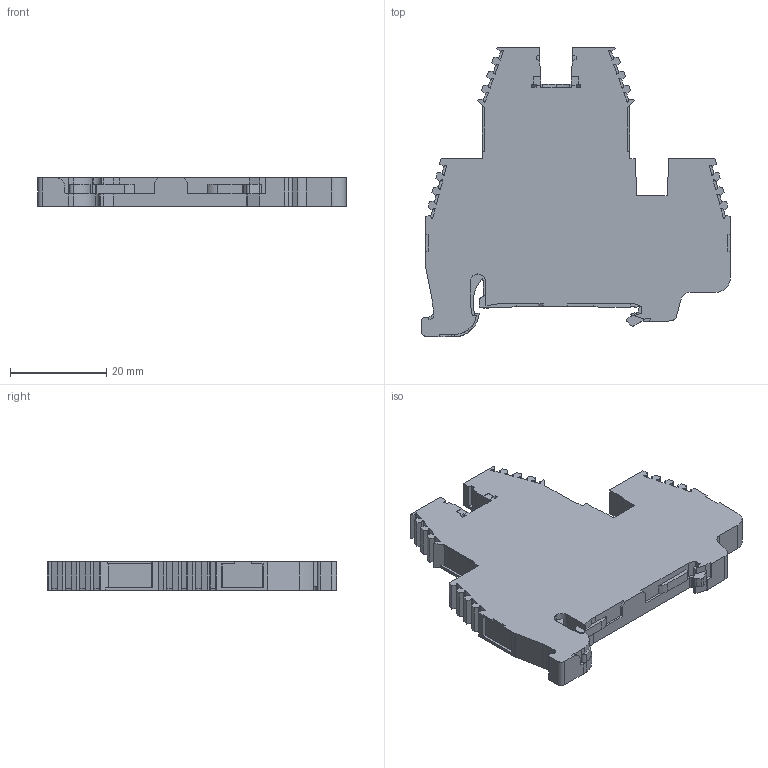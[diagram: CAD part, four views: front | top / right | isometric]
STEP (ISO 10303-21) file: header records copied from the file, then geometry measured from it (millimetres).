
FILE_DESCRIPTION (( 'STEP AP214' ), '1' );
FILE_NAME ('336570_PIK 4 NT.STP', '2013-11-12T12:44:54', ( 'arge' ), ( 'Microsoft' ), 'SwSTEP 2.0', 'SolidWorks 2013', '' );
FILE_SCHEMA (( 'AUTOMOTIVE_DESIGN' ));
Length unit declared in the file: millimetre
Products named in the file (1): 336570_PIK 4 NT
Bounding box: 64.03 x 60 x 6 mm (x, y, z)
Volume: 14644.7 mm3; surface area: 7203.5 mm2
Topology: 1 solids, 1 shells, 407 faces, 1165 edges, 764 vertices
Faces by surface type: plane 318, cylinder 89
Entity records: 17061 total; most frequent: CARTESIAN_POINT 2337, ORIENTED_EDGE 2330, DIRECTION 2170, EDGE_CURVE 1165, LINE 976, VECTOR 976, VERTEX_POINT 764, AXIS2_PLACEMENT_3D 597
